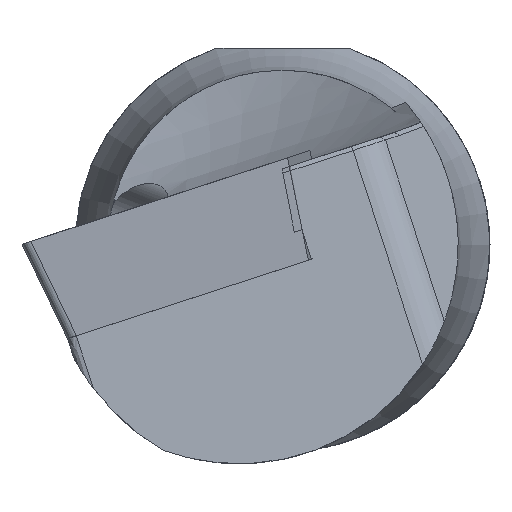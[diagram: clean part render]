
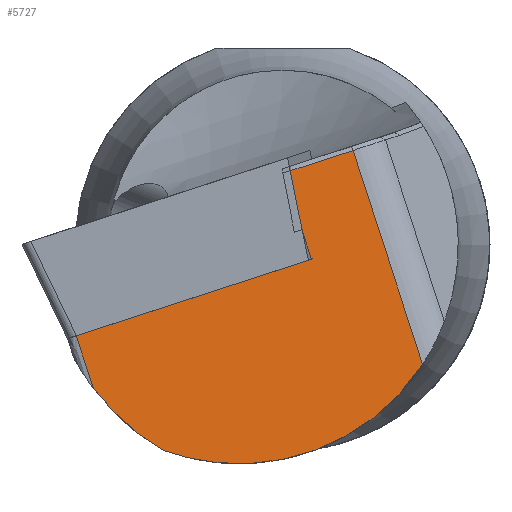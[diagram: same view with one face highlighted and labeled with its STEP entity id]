
A CAD part, left-side view. The second image highlights one B-rep face of the part: STEP entity #5727.
In plain terms, the highlighted planar face has unit normal (-0.996, -0.083, 0.027).
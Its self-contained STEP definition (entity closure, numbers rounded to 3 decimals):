
#5614=CARTESIAN_POINT('',(0.342,1.014,4.322));
#5615=DIRECTION('',(0.996,0.083,-0.027));
#5616=DIRECTION('',(-0.083,0.997,0.0));
#5617=AXIS2_PLACEMENT_3D('',#5614,#5615,#5616);
#5618=PLANE('',#5617);
#5619=CARTESIAN_POINT('',(0.985,-7.416,2.162));
#5620=VERTEX_POINT('',#5619);
#5621=CARTESIAN_POINT('',(0.985,-9.01,-2.744));
#5622=VERTEX_POINT('',#5621);
#5623=CARTESIAN_POINT('',(0.985,-5.976,6.594));
#5624=DIRECTION('',(0.0,-0.309,-0.951));
#5625=VECTOR('',#5624,1.);
#5626=LINE('',#5623,#5625);
#5627=EDGE_CURVE('',#5620,#5622,#5626,.T.);
#5628=ORIENTED_EDGE('',*,*,#5627,.F.);
#5629=CARTESIAN_POINT('',(0.985,-7.416,2.162));
#5630=VERTEX_POINT('',#5629);
#5631=CARTESIAN_POINT('',(0.837,-5.808,1.639));
#5632=VERTEX_POINT('',#5631);
#5633=CARTESIAN_POINT('',(0.342,-0.426,-0.109));
#5634=DIRECTION('',(-0.087,0.947,-0.308));
#5635=VECTOR('',#5634,1.0);
#5636=LINE('',#5633,#5635);
#5637=EDGE_CURVE('',#5630,#5632,#5636,.T.);
#5638=ORIENTED_EDGE('',*,*,#5637,.T.);
#5639=CARTESIAN_POINT('',(0.822,-6.068,0.288));
#5640=VERTEX_POINT('',#5639);
#5641=CARTESIAN_POINT('',(0.837,-5.808,1.639));
#5642=VERTEX_POINT('',#5641);
#5643=CARTESIAN_POINT('',(0.879,-5.065,5.489));
#5644=DIRECTION('',(-0.011,-0.189,-0.982));
#5645=VECTOR('',#5644,1.);
#5646=LINE('',#5643,#5645);
#5647=EDGE_CURVE('',#5640,#5642,#5646,.F.);
#5648=ORIENTED_EDGE('',*,*,#5647,.F.);
#5649=CARTESIAN_POINT('',(0.838,-6.242,0.344));
#5650=VERTEX_POINT('',#5649);
#5651=CARTESIAN_POINT('',(0.822,-6.068,0.288));
#5652=VERTEX_POINT('',#5651);
#5653=CARTESIAN_POINT('',(0.342,-0.848,-1.409));
#5654=DIRECTION('',(-0.087,0.947,-0.308));
#5655=VECTOR('',#5654,1.0);
#5656=LINE('',#5653,#5655);
#5657=EDGE_CURVE('',#5650,#5652,#5656,.T.);
#5658=ORIENTED_EDGE('',*,*,#5657,.F.);
#5659=CARTESIAN_POINT('',(0.838,-6.462,-0.335));
#5660=VERTEX_POINT('',#5659);
#5661=CARTESIAN_POINT('',(0.838,-6.242,0.344));
#5662=VERTEX_POINT('',#5661);
#5663=CARTESIAN_POINT('',(0.838,-4.379,6.075));
#5664=DIRECTION('',(0.0,0.309,0.951));
#5665=VECTOR('',#5664,1.0);
#5666=LINE('',#5663,#5665);
#5667=EDGE_CURVE('',#5660,#5662,#5666,.T.);
#5668=ORIENTED_EDGE('',*,*,#5667,.F.);
#5669=CARTESIAN_POINT('',(0.342,-1.068,-2.088));
#5670=VERTEX_POINT('',#5669);
#5671=CARTESIAN_POINT('',(0.838,-6.462,-0.335));
#5672=VERTEX_POINT('',#5671);
#5673=CARTESIAN_POINT('',(0.342,-1.068,-2.088));
#5674=DIRECTION('',(0.087,-0.947,0.308));
#5675=VECTOR('',#5674,1.);
#5676=LINE('',#5673,#5675);
#5677=EDGE_CURVE('',#5670,#5672,#5676,.T.);
#5678=ORIENTED_EDGE('',*,*,#5677,.F.);
#5679=CARTESIAN_POINT('',(0.342,-1.462,-3.299));
#5680=VERTEX_POINT('',#5679);
#5681=CARTESIAN_POINT('',(0.342,-1.068,-2.088));
#5682=VERTEX_POINT('',#5681);
#5683=CARTESIAN_POINT('',(0.342,-2.841,-7.542));
#5684=DIRECTION('',(0.0,0.309,0.951));
#5685=VECTOR('',#5684,1.);
#5686=LINE('',#5683,#5685);
#5687=EDGE_CURVE('',#5680,#5682,#5686,.T.);
#5688=ORIENTED_EDGE('',*,*,#5687,.F.);
#5689=CARTESIAN_POINT('',(0.342,-1.462,-3.299));
#5690=VERTEX_POINT('',#5689);
#5691=CARTESIAN_POINT('',(0.438,-3.074,-4.719));
#5692=VERTEX_POINT('',#5691);
#5693=CARTESIAN_POINT('',(0.438,-3.074,-4.719));
#5694=CARTESIAN_POINT('',(0.395,-2.446,-4.356));
#5695=CARTESIAN_POINT('',(0.363,-1.901,-3.877));
#5696=CARTESIAN_POINT('',(0.342,-1.462,-3.299));
#5704=(BOUNDED_CURVE()B_SPLINE_CURVE(3,(#5693,#5694,#5695,#5696),.UNSPECIFIED.,.F.,.U.)CURVE()GEOMETRIC_REPRESENTATION_ITEM()QUASI_UNIFORM_CURVE()RATIONAL_B_SPLINE_CURVE((1.0,0.987,0.987,1.0))REPRESENTATION_ITEM(''));
#5705=EDGE_CURVE('',#5690,#5692,#5704,.F.);
#5706=ORIENTED_EDGE('',*,*,#5705,.T.);
#5707=CARTESIAN_POINT('',(0.438,-3.074,-4.719));
#5708=VERTEX_POINT('',#5707);
#5709=CARTESIAN_POINT('',(0.985,-9.01,-2.744));
#5710=VERTEX_POINT('',#5709);
#5711=CARTESIAN_POINT('',(0.985,-9.01,-2.744));
#5712=CARTESIAN_POINT('',(0.819,-7.678,-4.787));
#5713=CARTESIAN_POINT('',(0.606,-5.364,-5.557));
#5714=CARTESIAN_POINT('',(0.438,-3.074,-4.719));
#5722=(BOUNDED_CURVE()B_SPLINE_CURVE(3,(#5711,#5712,#5713,#5714),.UNSPECIFIED.,.F.,.U.)CURVE()GEOMETRIC_REPRESENTATION_ITEM()QUASI_UNIFORM_CURVE()RATIONAL_B_SPLINE_CURVE((1.0,0.855,0.855,1.0))REPRESENTATION_ITEM(''));
#5723=EDGE_CURVE('',#5708,#5710,#5722,.F.);
#5724=ORIENTED_EDGE('',*,*,#5723,.T.);
#5725=EDGE_LOOP('',(#5628,#5638,#5648,#5658,#5668,#5678,#5688,#5706,#5724));
#5726=FACE_OUTER_BOUND('',#5725,.T.);
#5727=ADVANCED_FACE('',(#5726),#5618,.F.);
